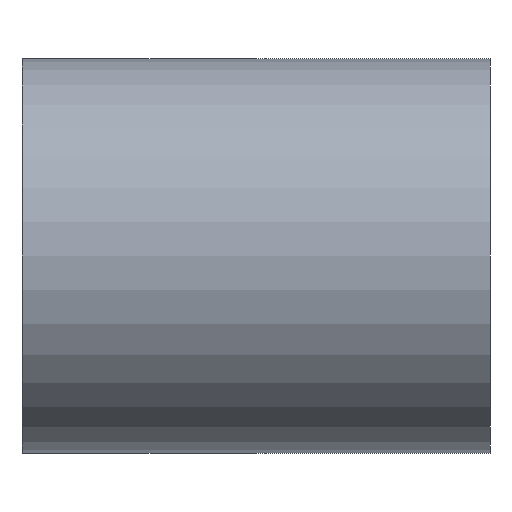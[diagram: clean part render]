
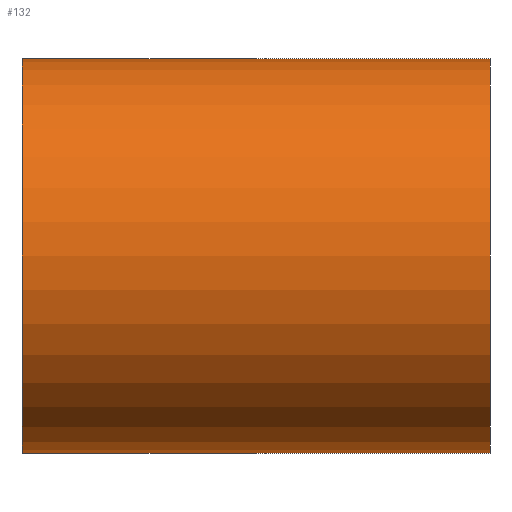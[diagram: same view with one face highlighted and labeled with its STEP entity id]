
A CAD part, left-side view. The second image highlights one B-rep face of the part: STEP entity #132.
In plain terms, the highlighted cylindrical face has radius 37.084 mm (diameter 74.168 mm), a partial arc.
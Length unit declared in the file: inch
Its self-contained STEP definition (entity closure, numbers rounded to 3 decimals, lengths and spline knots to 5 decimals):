
#1 = CARTESIAN_POINT ( 'NONE',  ( 0., -3.46, 0. ) ) ;
#4 = CARTESIAN_POINT ( 'NONE',  ( 0., 0., 1.46 ) ) ;
#7 = CIRCLE ( 'NONE', #136, 1.46 ) ;
#13 = CIRCLE ( 'NONE', #49, 1.46 ) ;
#14 = ORIENTED_EDGE ( 'NONE', *, *, #220, .F. ) ;
#16 = VECTOR ( 'NONE', #238, 39.37008 ) ;
#40 = CARTESIAN_POINT ( 'NONE',  ( 0., 0., 0. ) ) ;
#46 = EDGE_LOOP ( 'NONE', ( #213, #155, #217, #14 ) ) ;
#49 = AXIS2_PLACEMENT_3D ( 'NONE', #40, #140, #116 ) ;
#59 = CARTESIAN_POINT ( 'NONE',  ( 0., -3.46, -1.46 ) ) ;
#63 = CARTESIAN_POINT ( 'NONE',  ( 0., -3.46, 1.46 ) ) ;
#69 = AXIS2_PLACEMENT_3D ( 'NONE', #200, #204, #96 ) ;
#77 = FACE_OUTER_BOUND ( 'NONE', #46, .T. ) ;
#84 = VECTOR ( 'NONE', #160, 39.37008 ) ;
#96 = DIRECTION ( 'NONE',  ( 0., 0., 1. ) ) ;
#116 = DIRECTION ( 'NONE',  ( 0., 0., 1. ) ) ;
#117 = CARTESIAN_POINT ( 'NONE',  ( 0., 0., -1.46 ) ) ;
#132 = ADVANCED_FACE ( 'NONE', ( #77 ), #135, .T. ) ;
#135 = CYLINDRICAL_SURFACE ( 'NONE', #69, 1.46 ) ;
#136 = AXIS2_PLACEMENT_3D ( 'NONE', #1, #235, #158 ) ;
#138 = CARTESIAN_POINT ( 'NONE',  ( 0., 0., 1.46 ) ) ;
#139 = LINE ( 'NONE', #138, #16 ) ;
#140 = DIRECTION ( 'NONE',  ( 0., 1., 0. ) ) ;
#145 = EDGE_CURVE ( 'NONE', #152, #214, #7, .T. ) ;
#146 = EDGE_CURVE ( 'NONE', #152, #148, #163, .T. ) ;
#148 = VERTEX_POINT ( 'NONE', #174 ) ;
#152 = VERTEX_POINT ( 'NONE', #59 ) ;
#155 = ORIENTED_EDGE ( 'NONE', *, *, #145, .T. ) ;
#158 = DIRECTION ( 'NONE',  ( 0., 0., 1. ) ) ;
#160 = DIRECTION ( 'NONE',  ( 0., 1., 0. ) ) ;
#163 = LINE ( 'NONE', #117, #84 ) ;
#174 = CARTESIAN_POINT ( 'NONE',  ( 0., 0., -1.46 ) ) ;
#188 = VERTEX_POINT ( 'NONE', #4 ) ;
#200 = CARTESIAN_POINT ( 'NONE',  ( 0., 0., 0. ) ) ;
#204 = DIRECTION ( 'NONE',  ( 0., 1., 0. ) ) ;
#213 = ORIENTED_EDGE ( 'NONE', *, *, #146, .F. ) ;
#214 = VERTEX_POINT ( 'NONE', #63 ) ;
#217 = ORIENTED_EDGE ( 'NONE', *, *, #244, .T. ) ;
#220 = EDGE_CURVE ( 'NONE', #148, #188, #13, .T. ) ;
#235 = DIRECTION ( 'NONE',  ( 0., 1., 0. ) ) ;
#238 = DIRECTION ( 'NONE',  ( 0., 1., 0. ) ) ;
#244 = EDGE_CURVE ( 'NONE', #214, #188, #139, .T. ) ;
